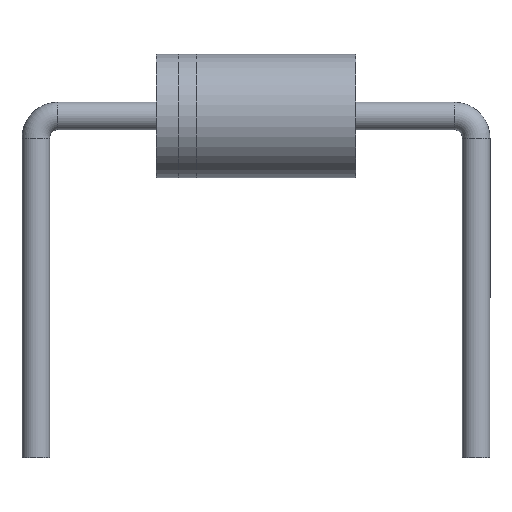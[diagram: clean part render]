
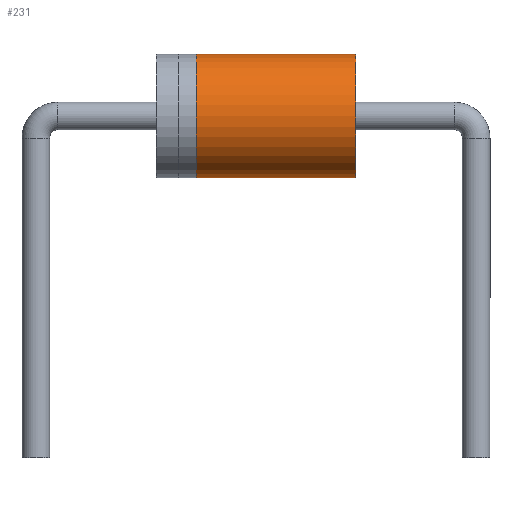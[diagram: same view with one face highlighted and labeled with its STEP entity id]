
A CAD part, top view. The second image highlights one B-rep face of the part: STEP entity #231.
In plain terms, the highlighted cylindrical face has radius 2.8 mm (diameter 5.6 mm), a partial arc.
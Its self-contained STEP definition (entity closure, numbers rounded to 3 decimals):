
#2 = ORIENTED_EDGE ( 'NONE', *, *, #141, .T. ) ;
#82 = CARTESIAN_POINT ( 'NONE',  ( -2.7, 2.8, 0. ) ) ;
#93 = CARTESIAN_POINT ( 'NONE',  ( -2.7, 0., 0. ) ) ;
#105 = VECTOR ( 'NONE', #768, 1000. ) ;
#109 = VERTEX_POINT ( 'NONE', #135 ) ;
#135 = CARTESIAN_POINT ( 'NONE',  ( 4.5, 5.6, 0. ) ) ;
#141 = EDGE_CURVE ( 'NONE', #838, #109, #171, .T. ) ;
#159 = CARTESIAN_POINT ( 'NONE',  ( -2.7, 5.6, 0. ) ) ;
#165 = EDGE_LOOP ( 'NONE', ( #2, #718, #810, #700 ) ) ;
#171 = CIRCLE ( 'NONE', #274, 2.8 ) ;
#181 = DIRECTION ( 'NONE',  ( -1., 0., 0. ) ) ;
#189 = VECTOR ( 'NONE', #181, 1000. ) ;
#200 = AXIS2_PLACEMENT_3D ( 'NONE', #82, #307, #463 ) ;
#231 = ADVANCED_FACE ( 'NONE', ( #755 ), #351, .T. ) ;
#253 = CARTESIAN_POINT ( 'NONE',  ( 4.5, 0., 0. ) ) ;
#274 = AXIS2_PLACEMENT_3D ( 'NONE', #341, #675, #544 ) ;
#307 = DIRECTION ( 'NONE',  ( -1., 0., 0. ) ) ;
#341 = CARTESIAN_POINT ( 'NONE',  ( 4.5, 2.8, 0. ) ) ;
#351 = CYLINDRICAL_SURFACE ( 'NONE', #550, 2.8 ) ;
#424 = DIRECTION ( 'NONE',  ( 0., -1., 0. ) ) ;
#430 = DIRECTION ( 'NONE',  ( -1., 0., 0. ) ) ;
#463 = DIRECTION ( 'NONE',  ( 0., -1., 0. ) ) ;
#466 = LINE ( 'NONE', #797, #189 ) ;
#515 = LINE ( 'NONE', #847, #105 ) ;
#544 = DIRECTION ( 'NONE',  ( 0., -1., 0. ) ) ;
#550 = AXIS2_PLACEMENT_3D ( 'NONE', #697, #430, #424 ) ;
#640 = VERTEX_POINT ( 'NONE', #93 ) ;
#675 = DIRECTION ( 'NONE',  ( -1., 0., 0. ) ) ;
#697 = CARTESIAN_POINT ( 'NONE',  ( -29.9, 2.8, 0. ) ) ;
#700 = ORIENTED_EDGE ( 'NONE', *, *, #727, .F. ) ;
#718 = ORIENTED_EDGE ( 'NONE', *, *, #883, .T. ) ;
#727 = EDGE_CURVE ( 'NONE', #838, #640, #515, .T. ) ;
#732 = VERTEX_POINT ( 'NONE', #159 ) ;
#747 = EDGE_CURVE ( 'NONE', #640, #732, #758, .T. ) ;
#755 = FACE_OUTER_BOUND ( 'NONE', #165, .T. ) ;
#758 = CIRCLE ( 'NONE', #200, 2.8 ) ;
#768 = DIRECTION ( 'NONE',  ( -1., 0., 0. ) ) ;
#797 = CARTESIAN_POINT ( 'NONE',  ( -29.9, 5.6, 0. ) ) ;
#810 = ORIENTED_EDGE ( 'NONE', *, *, #747, .F. ) ;
#838 = VERTEX_POINT ( 'NONE', #253 ) ;
#847 = CARTESIAN_POINT ( 'NONE',  ( -29.9, 0., 0. ) ) ;
#883 = EDGE_CURVE ( 'NONE', #109, #732, #466, .T. ) ;
